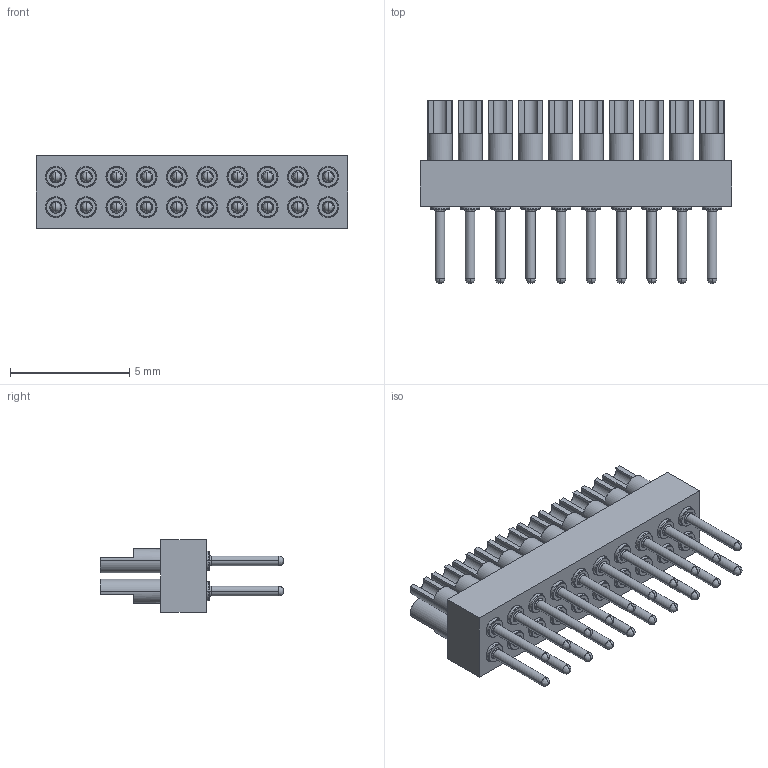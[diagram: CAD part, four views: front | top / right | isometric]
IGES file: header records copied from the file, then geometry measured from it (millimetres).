
Start section: SolidWorks IGES file using analytic representation for surfaces
Global section: file name: mill-max-852-10-020-10-003000.IGS; native system: SolidWorks 2014; preprocessor: SolidWorks 2014; author: keith_wheeler; date: 180406.111604; units: millimetre
Bounding box: 13.08 x 7.7 x 3.05 mm (x, y, z)
Surface area: 656.3 mm2 (no closed solid volume)
Topology: 0 solids, 0 shells, 686 faces, 6384 edges, 6264 vertices
Faces by surface type: revolution 440, bspline 246
